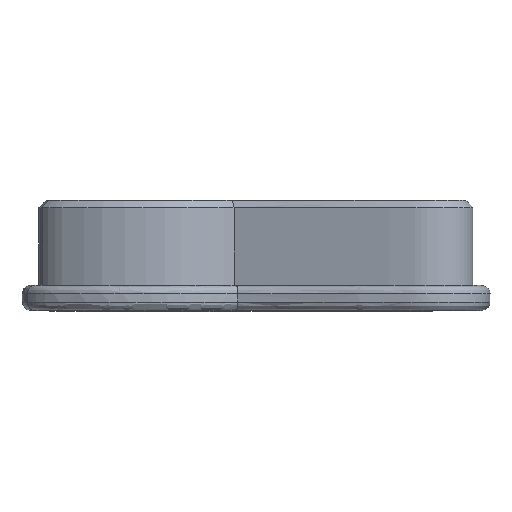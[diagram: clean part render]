
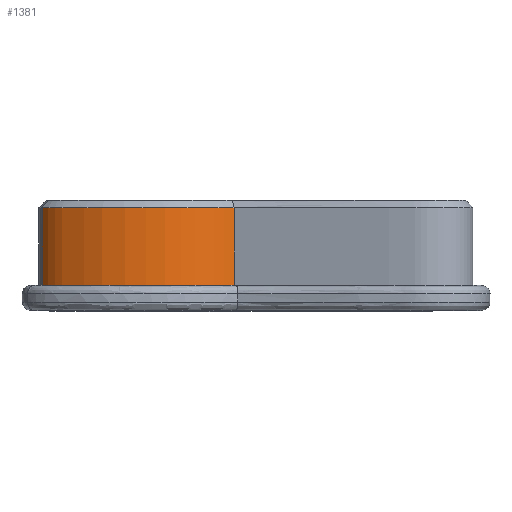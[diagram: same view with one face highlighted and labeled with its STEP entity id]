
A CAD part, top view. The second image highlights one B-rep face of the part: STEP entity #1381.
In plain terms, the highlighted free-form (B-spline) face has degree [3, 1] with [28, 2] control points.
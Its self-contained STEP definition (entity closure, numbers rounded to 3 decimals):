
#74=LINE('',#3787,#105);
#103=LINE('',#33876,#134);
#105=VECTOR('',#1439,10.);
#134=VECTOR('',#1548,10.);
#227=FACE_OUTER_BOUND('',#324,.T.);
#324=EDGE_LOOP('',(#1214,#1215,#1216,#1217));
#337=B_SPLINE_CURVE_WITH_KNOTS('',3,(#3105,#3106,#3107,#3108,#3109,#3110,
#3111,#3112,#3113,#3114,#3115,#3116,#3117,#3118,#3119,#3120,#3121,#3122,
#3123,#3124,#3125,#3126,#3127,#3128,#3129,#3130,#3131,#3132),
 .UNSPECIFIED.,.F.,.F.,(4,3,3,3,3,3,3,3,3,4),(-0.005,0.,
0.122,0.227,0.336,0.463,
0.595,0.769,0.931,0.946),
 .UNSPECIFIED.);
#422=B_SPLINE_CURVE_WITH_KNOTS('',3,(#27214,#27215,#27216,#27217,#27218,
#27219,#27220,#27221,#27222,#27223,#27224,#27225,#27226,#27227,#27228,#27229,
#27230,#27231,#27232,#27233,#27234,#27235,#27236,#27237,#27238,#27239,#27240,
#27241),.UNSPECIFIED.,.F.,.F.,(4,3,3,3,3,3,3,3,3,4),(-0.005,
0.,0.122,0.227,0.336,0.463,
0.595,0.769,0.931,0.946),
 .UNSPECIFIED.);
#478=VERTEX_POINT('',#2870);
#480=VERTEX_POINT('',#3098);
#484=VERTEX_POINT('',#3752);
#555=VERTEX_POINT('',#27149);
#603=EDGE_CURVE('',#480,#478,#337,.T.);
#611=EDGE_CURVE('',#484,#480,#74,.T.);
#716=EDGE_CURVE('',#484,#555,#422,.T.);
#799=EDGE_CURVE('',#555,#478,#103,.T.);
#1214=ORIENTED_EDGE('',*,*,#603,.F.);
#1215=ORIENTED_EDGE('',*,*,#611,.F.);
#1216=ORIENTED_EDGE('',*,*,#716,.T.);
#1217=ORIENTED_EDGE('',*,*,#799,.T.);
#1288=B_SPLINE_SURFACE_WITH_KNOTS('',3,1,((#33877,#33878),(#33879,#33880),
(#33881,#33882),(#33883,#33884),(#33885,#33886),(#33887,#33888),(#33889,
#33890),(#33891,#33892),(#33893,#33894),(#33895,#33896),(#33897,#33898),
(#33899,#33900),(#33901,#33902),(#33903,#33904),(#33905,#33906),(#33907,
#33908),(#33909,#33910),(#33911,#33912),(#33913,#33914),(#33915,#33916),
(#33917,#33918),(#33919,#33920),(#33921,#33922),(#33923,#33924),(#33925,
#33926),(#33927,#33928),(#33929,#33930),(#33931,#33932)),.UNSPECIFIED.,
 .F.,.F.,.F.,(4,3,3,3,3,3,3,3,3,4),(2,2),(-0.005,0.,0.122,
0.227,0.336,0.463,0.595,
0.769,0.931,0.946),(0.,1.),
 .UNSPECIFIED.);
#1381=ADVANCED_FACE('',(#227),#1288,.T.);
#1439=DIRECTION('',(0.,1.,0.));
#1548=DIRECTION('',(0.,1.,0.));
#2870=CARTESIAN_POINT('',(6.201,9.14,0.727));
#3098=CARTESIAN_POINT('',(-16.436,9.14,-1.224));
#3105=CARTESIAN_POINT('Ctrl Pts',(-16.436,9.14,-1.224));
#3106=CARTESIAN_POINT('Ctrl Pts',(-16.415,9.14,-1.194));
#3107=CARTESIAN_POINT('Ctrl Pts',(-16.395,9.14,-1.164));
#3108=CARTESIAN_POINT('Ctrl Pts',(-16.374,9.14,-1.133));
#3109=CARTESIAN_POINT('Ctrl Pts',(-15.72,9.14,-0.167));
#3110=CARTESIAN_POINT('Ctrl Pts',(-14.789,9.14,0.62));
#3111=CARTESIAN_POINT('Ctrl Pts',(-13.89,9.14,1.181));
#3112=CARTESIAN_POINT('Ctrl Pts',(-13.123,9.14,1.659));
#3113=CARTESIAN_POINT('Ctrl Pts',(-12.443,9.14,1.994));
#3114=CARTESIAN_POINT('Ctrl Pts',(-11.767,9.14,2.329));
#3115=CARTESIAN_POINT('Ctrl Pts',(-11.061,9.14,2.68));
#3116=CARTESIAN_POINT('Ctrl Pts',(-10.274,9.14,3.058));
#3117=CARTESIAN_POINT('Ctrl Pts',(-9.285,9.14,3.401));
#3118=CARTESIAN_POINT('Ctrl Pts',(-8.13,9.14,3.801));
#3119=CARTESIAN_POINT('Ctrl Pts',(-6.738,9.14,4.076));
#3120=CARTESIAN_POINT('Ctrl Pts',(-5.521,9.14,4.2));
#3121=CARTESIAN_POINT('Ctrl Pts',(-4.259,9.14,4.329));
#3122=CARTESIAN_POINT('Ctrl Pts',(-3.201,9.14,4.39));
#3123=CARTESIAN_POINT('Ctrl Pts',(-2.082,9.14,4.313));
#3124=CARTESIAN_POINT('Ctrl Pts',(-0.614,9.14,4.212));
#3125=CARTESIAN_POINT('Ctrl Pts',(0.866,9.14,3.75));
#3126=CARTESIAN_POINT('Ctrl Pts',(2.313,9.14,3.137));
#3127=CARTESIAN_POINT('Ctrl Pts',(3.671,9.14,2.561));
#3128=CARTESIAN_POINT('Ctrl Pts',(4.897,9.14,1.861));
#3129=CARTESIAN_POINT('Ctrl Pts',(5.93,9.14,0.969));
#3130=CARTESIAN_POINT('Ctrl Pts',(6.022,9.14,0.89));
#3131=CARTESIAN_POINT('Ctrl Pts',(6.112,9.14,0.809));
#3132=CARTESIAN_POINT('Ctrl Pts',(6.201,9.14,0.727));
#3752=CARTESIAN_POINT('',(-16.436,0.,-1.224));
#3787=CARTESIAN_POINT('',(-16.436,0.,-1.224));
#27149=CARTESIAN_POINT('',(6.201,0.,0.727));
#27214=CARTESIAN_POINT('Ctrl Pts',(-16.436,0.,-1.224));
#27215=CARTESIAN_POINT('Ctrl Pts',(-16.415,0.,-1.194));
#27216=CARTESIAN_POINT('Ctrl Pts',(-16.395,0.,-1.164));
#27217=CARTESIAN_POINT('Ctrl Pts',(-16.374,0.,-1.133));
#27218=CARTESIAN_POINT('Ctrl Pts',(-15.72,0.,-0.167));
#27219=CARTESIAN_POINT('Ctrl Pts',(-14.789,0.,0.62));
#27220=CARTESIAN_POINT('Ctrl Pts',(-13.89,0.,1.181));
#27221=CARTESIAN_POINT('Ctrl Pts',(-13.123,0.,1.659));
#27222=CARTESIAN_POINT('Ctrl Pts',(-12.443,0.,1.994));
#27223=CARTESIAN_POINT('Ctrl Pts',(-11.767,0.,2.329));
#27224=CARTESIAN_POINT('Ctrl Pts',(-11.061,0.,2.68));
#27225=CARTESIAN_POINT('Ctrl Pts',(-10.274,0.,3.058));
#27226=CARTESIAN_POINT('Ctrl Pts',(-9.285,0.,3.401));
#27227=CARTESIAN_POINT('Ctrl Pts',(-8.13,0.,3.801));
#27228=CARTESIAN_POINT('Ctrl Pts',(-6.738,0.,4.076));
#27229=CARTESIAN_POINT('Ctrl Pts',(-5.521,0.,4.2));
#27230=CARTESIAN_POINT('Ctrl Pts',(-4.259,0.,4.329));
#27231=CARTESIAN_POINT('Ctrl Pts',(-3.201,0.,4.39));
#27232=CARTESIAN_POINT('Ctrl Pts',(-2.082,0.,4.313));
#27233=CARTESIAN_POINT('Ctrl Pts',(-0.614,0.,4.212));
#27234=CARTESIAN_POINT('Ctrl Pts',(0.866,0.,3.75));
#27235=CARTESIAN_POINT('Ctrl Pts',(2.313,0.,3.137));
#27236=CARTESIAN_POINT('Ctrl Pts',(3.671,0.,2.561));
#27237=CARTESIAN_POINT('Ctrl Pts',(4.897,0.,1.861));
#27238=CARTESIAN_POINT('Ctrl Pts',(5.93,0.,0.969));
#27239=CARTESIAN_POINT('Ctrl Pts',(6.022,0.,0.89));
#27240=CARTESIAN_POINT('Ctrl Pts',(6.112,0.,0.809));
#27241=CARTESIAN_POINT('Ctrl Pts',(6.201,0.,0.727));
#33876=CARTESIAN_POINT('',(6.201,0.,0.727));
#33877=CARTESIAN_POINT('Ctrl Pts',(-16.436,0.,-1.224));
#33878=CARTESIAN_POINT('Ctrl Pts',(-16.436,10.,-1.224));
#33879=CARTESIAN_POINT('Ctrl Pts',(-16.415,0.,-1.194));
#33880=CARTESIAN_POINT('Ctrl Pts',(-16.415,10.,-1.194));
#33881=CARTESIAN_POINT('Ctrl Pts',(-16.395,0.,-1.164));
#33882=CARTESIAN_POINT('Ctrl Pts',(-16.395,10.,-1.164));
#33883=CARTESIAN_POINT('Ctrl Pts',(-16.374,0.,-1.133));
#33884=CARTESIAN_POINT('Ctrl Pts',(-16.374,10.,-1.133));
#33885=CARTESIAN_POINT('Ctrl Pts',(-15.72,0.,-0.167));
#33886=CARTESIAN_POINT('Ctrl Pts',(-15.72,10.,-0.167));
#33887=CARTESIAN_POINT('Ctrl Pts',(-14.789,0.,0.62));
#33888=CARTESIAN_POINT('Ctrl Pts',(-14.789,10.,0.62));
#33889=CARTESIAN_POINT('Ctrl Pts',(-13.89,0.,1.181));
#33890=CARTESIAN_POINT('Ctrl Pts',(-13.89,10.,1.181));
#33891=CARTESIAN_POINT('Ctrl Pts',(-13.123,0.,1.659));
#33892=CARTESIAN_POINT('Ctrl Pts',(-13.123,10.,1.659));
#33893=CARTESIAN_POINT('Ctrl Pts',(-12.443,0.,1.994));
#33894=CARTESIAN_POINT('Ctrl Pts',(-12.443,10.,1.994));
#33895=CARTESIAN_POINT('Ctrl Pts',(-11.767,0.,2.329));
#33896=CARTESIAN_POINT('Ctrl Pts',(-11.767,10.,2.329));
#33897=CARTESIAN_POINT('Ctrl Pts',(-11.061,0.,2.68));
#33898=CARTESIAN_POINT('Ctrl Pts',(-11.061,10.,2.68));
#33899=CARTESIAN_POINT('Ctrl Pts',(-10.274,0.,3.058));
#33900=CARTESIAN_POINT('Ctrl Pts',(-10.274,10.,3.058));
#33901=CARTESIAN_POINT('Ctrl Pts',(-9.285,0.,3.401));
#33902=CARTESIAN_POINT('Ctrl Pts',(-9.285,10.,3.401));
#33903=CARTESIAN_POINT('Ctrl Pts',(-8.13,0.,3.801));
#33904=CARTESIAN_POINT('Ctrl Pts',(-8.13,10.,3.801));
#33905=CARTESIAN_POINT('Ctrl Pts',(-6.738,0.,4.076));
#33906=CARTESIAN_POINT('Ctrl Pts',(-6.738,10.,4.076));
#33907=CARTESIAN_POINT('Ctrl Pts',(-5.521,0.,4.2));
#33908=CARTESIAN_POINT('Ctrl Pts',(-5.521,10.,4.2));
#33909=CARTESIAN_POINT('Ctrl Pts',(-4.259,0.,4.329));
#33910=CARTESIAN_POINT('Ctrl Pts',(-4.259,10.,4.329));
#33911=CARTESIAN_POINT('Ctrl Pts',(-3.201,0.,4.39));
#33912=CARTESIAN_POINT('Ctrl Pts',(-3.201,10.,4.39));
#33913=CARTESIAN_POINT('Ctrl Pts',(-2.082,0.,4.313));
#33914=CARTESIAN_POINT('Ctrl Pts',(-2.082,10.,4.313));
#33915=CARTESIAN_POINT('Ctrl Pts',(-0.614,0.,4.212));
#33916=CARTESIAN_POINT('Ctrl Pts',(-0.614,10.,4.212));
#33917=CARTESIAN_POINT('Ctrl Pts',(0.866,0.,3.75));
#33918=CARTESIAN_POINT('Ctrl Pts',(0.866,10.,3.75));
#33919=CARTESIAN_POINT('Ctrl Pts',(2.313,0.,3.137));
#33920=CARTESIAN_POINT('Ctrl Pts',(2.313,10.,3.137));
#33921=CARTESIAN_POINT('Ctrl Pts',(3.671,0.,2.561));
#33922=CARTESIAN_POINT('Ctrl Pts',(3.671,10.,2.561));
#33923=CARTESIAN_POINT('Ctrl Pts',(4.897,0.,1.861));
#33924=CARTESIAN_POINT('Ctrl Pts',(4.897,10.,1.861));
#33925=CARTESIAN_POINT('Ctrl Pts',(5.93,0.,0.969));
#33926=CARTESIAN_POINT('Ctrl Pts',(5.93,10.,0.969));
#33927=CARTESIAN_POINT('Ctrl Pts',(6.022,0.,0.89));
#33928=CARTESIAN_POINT('Ctrl Pts',(6.022,10.,0.89));
#33929=CARTESIAN_POINT('Ctrl Pts',(6.112,0.,0.809));
#33930=CARTESIAN_POINT('Ctrl Pts',(6.112,10.,0.809));
#33931=CARTESIAN_POINT('Ctrl Pts',(6.201,0.,0.727));
#33932=CARTESIAN_POINT('Ctrl Pts',(6.201,10.,0.727));
